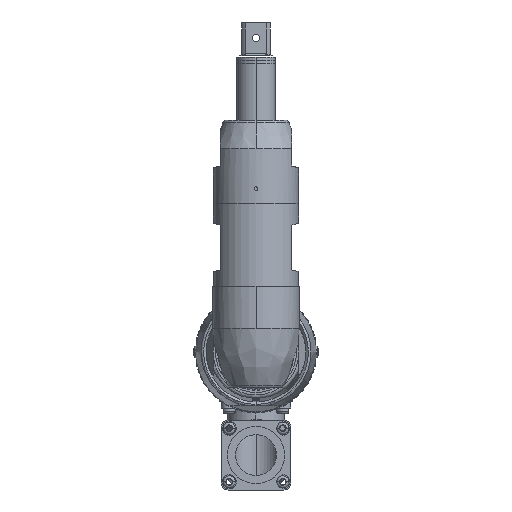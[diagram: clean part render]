
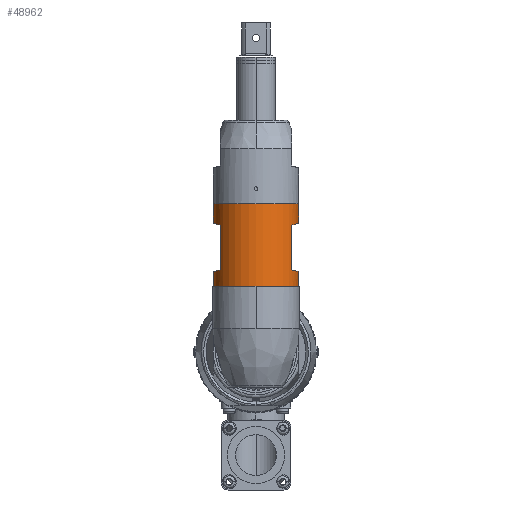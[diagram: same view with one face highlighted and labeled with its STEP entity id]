
A CAD part, left-side view. The second image highlights one B-rep face of the part: STEP entity #48962.
In plain terms, the highlighted cylindrical face has radius 18.86 mm (diameter 37.719 mm), a partial arc.
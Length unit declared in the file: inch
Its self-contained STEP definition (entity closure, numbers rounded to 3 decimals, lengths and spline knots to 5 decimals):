
#48773=DIRECTION('',(0.,0.,1.));
#48774=VECTOR('',#48773,0.34258);
#48775=CARTESIAN_POINT('',(-13.8387,0.7475,2.25022));
#48776=LINE('',#48775,#48774);
#48777=CARTESIAN_POINT('',(-13.8387,0.005,2.5928));
#48778=DIRECTION('',(0.,0.,1.));
#48779=DIRECTION('',(0.,1.,0.));
#48780=AXIS2_PLACEMENT_3D('',#48777,#48778,#48779);
#48782=CARTESIAN_POINT('',(-13.8387,-0.7375,2.25022));
#48783=CARTESIAN_POINT('',(-13.87575,-0.7375,2.25022));
#48784=CARTESIAN_POINT('',(-13.94812,-0.73199,
2.24875));
#48785=CARTESIAN_POINT('',(-14.05193,-0.70884,
2.24254));
#48786=CARTESIAN_POINT('',(-14.1512,-0.67134,
2.23249));
#48787=CARTESIAN_POINT('',(-14.21427,-0.63656,
2.22318));
#48788=CARTESIAN_POINT('',(-14.24496,-0.6165,2.2178));
#48790=CARTESIAN_POINT('',(-14.24496,-0.6165,1.4368));
#48791=CARTESIAN_POINT('',(-14.21427,-0.63656,
1.43142));
#48792=CARTESIAN_POINT('',(-14.1512,-0.67134,
1.42211));
#48793=CARTESIAN_POINT('',(-14.05193,-0.70884,
1.41206));
#48794=CARTESIAN_POINT('',(-13.94812,-0.73199,
1.40585));
#48795=CARTESIAN_POINT('',(-13.87575,-0.7375,1.40438));
#48796=CARTESIAN_POINT('',(-13.8387,-0.7375,1.40438));
#48798=CARTESIAN_POINT('',(-13.8387,0.005,1.1398));
#48799=DIRECTION('',(0.,0.,-1.));
#48800=DIRECTION('',(0.,-1.,0.));
#48801=AXIS2_PLACEMENT_3D('',#48798,#48799,#48800);
#48803=DIRECTION('',(0.,0.,1.));
#48804=VECTOR('',#48803,0.26458);
#48805=CARTESIAN_POINT('',(-13.8387,0.7475,1.1398));
#48806=LINE('',#48805,#48804);
#48807=CARTESIAN_POINT('',(-13.8387,0.7475,1.40438));
#48808=CARTESIAN_POINT('',(-13.87575,0.7475,1.40438));
#48809=CARTESIAN_POINT('',(-13.94812,0.74199,
1.40585));
#48810=CARTESIAN_POINT('',(-14.05193,0.71884,
1.41206));
#48811=CARTESIAN_POINT('',(-14.1512,0.68134,
1.42211));
#48812=CARTESIAN_POINT('',(-14.21427,0.64656,
1.43142));
#48813=CARTESIAN_POINT('',(-14.24496,0.6265,1.4368));
#48828=DIRECTION('',(0.,0.,1.));
#48829=VECTOR('',#48828,0.26458);
#48830=CARTESIAN_POINT('',(-13.8387,-0.7375,1.1398));
#48831=LINE('',#48830,#48829);
#48848=DIRECTION('',(0.,0.,1.));
#48849=VECTOR('',#48848,0.34258);
#48850=CARTESIAN_POINT('',(-13.8387,-0.7375,2.25022));
#48851=LINE('',#48850,#48849);
#48857=DIRECTION('',(0.,0.,1.));
#48858=VECTOR('',#48857,0.781);
#48859=CARTESIAN_POINT('',(-14.24496,-0.6165,1.4368));
#48860=LINE('',#48859,#48858);
#48873=CARTESIAN_POINT('',(-13.8387,0.7475,2.25022));
#48874=CARTESIAN_POINT('',(-13.87575,0.7475,2.25022));
#48875=CARTESIAN_POINT('',(-13.94812,0.74199,
2.24875));
#48876=CARTESIAN_POINT('',(-14.05193,0.71884,
2.24254));
#48877=CARTESIAN_POINT('',(-14.1512,0.68134,
2.23249));
#48878=CARTESIAN_POINT('',(-14.21427,0.64656,
2.22318));
#48879=CARTESIAN_POINT('',(-14.24496,0.6265,2.2178));
#48893=DIRECTION('',(0.,0.,1.));
#48894=VECTOR('',#48893,0.781);
#48895=CARTESIAN_POINT('',(-14.24496,0.6265,1.4368));
#48896=LINE('',#48895,#48894);
#48905=CARTESIAN_POINT('',(-13.8387,0.7475,2.5928));
#48906=CARTESIAN_POINT('',(-13.8387,-0.7375,2.5928));
#48907=VERTEX_POINT('',#48905);
#48908=VERTEX_POINT('',#48906);
#48909=CARTESIAN_POINT('',(-13.8387,-0.7375,1.1398));
#48910=CARTESIAN_POINT('',(-13.8387,0.7475,1.1398));
#48911=VERTEX_POINT('',#48909);
#48912=VERTEX_POINT('',#48910);
#48913=VERTEX_POINT('',#48807);
#48914=VERTEX_POINT('',#48813);
#48915=CARTESIAN_POINT('',(-14.24496,0.6265,2.2178));
#48916=VERTEX_POINT('',#48915);
#48917=CARTESIAN_POINT('',(-14.24496,-0.6165,1.4368));
#48918=CARTESIAN_POINT('',(-14.24496,-0.6165,2.2178));
#48919=VERTEX_POINT('',#48917);
#48920=VERTEX_POINT('',#48918);
#48921=VERTEX_POINT('',#48796);
#48929=VERTEX_POINT('',#48873);
#48930=VERTEX_POINT('',#48782);
#48931=CARTESIAN_POINT('',(-13.8387,0.005,0.9398));
#48932=DIRECTION('',(0.,0.,1.));
#48933=DIRECTION('',(0.,1.,0.));
#48934=AXIS2_PLACEMENT_3D('',#48931,#48932,#48933);
#48935=CYLINDRICAL_SURFACE('',#48934,0.7425);
#48937=ORIENTED_EDGE('',*,*,#48936,.T.);
#48939=ORIENTED_EDGE('',*,*,#48938,.T.);
#48941=ORIENTED_EDGE('',*,*,#48940,.F.);
#48943=ORIENTED_EDGE('',*,*,#48942,.T.);
#48945=ORIENTED_EDGE('',*,*,#48944,.T.);
#48947=ORIENTED_EDGE('',*,*,#48946,.F.);
#48949=ORIENTED_EDGE('',*,*,#48948,.T.);
#48951=ORIENTED_EDGE('',*,*,#48950,.F.);
#48953=ORIENTED_EDGE('',*,*,#48952,.T.);
#48955=ORIENTED_EDGE('',*,*,#48954,.F.);
#48957=ORIENTED_EDGE('',*,*,#48956,.T.);
#48959=ORIENTED_EDGE('',*,*,#48958,.T.);
#48960=EDGE_LOOP('',(#48937,#48939,#48941,#48943,#48945,#48947,#48949,#48951,
#48953,#48955,#48957,#48959));
#48961=FACE_OUTER_BOUND('',#48960,.F.);
#48962=ADVANCED_FACE('',(#48961),#48935,.T.);
#48781=CIRCLE('',#48780,0.7425);
#48789=B_SPLINE_CURVE_WITH_KNOTS('',3,(#48782,#48783,#48784,#48785,#48786,
#48787,#48788),.UNSPECIFIED.,.F.,.F.,(4,1,1,1,4),(0.,0.25,0.5,0.75,
1.),.UNSPECIFIED.);
#48797=B_SPLINE_CURVE_WITH_KNOTS('',3,(#48790,#48791,#48792,#48793,#48794,
#48795,#48796),.UNSPECIFIED.,.F.,.F.,(4,1,1,1,4),(0.,0.25,0.5,0.75,
1.),.UNSPECIFIED.);
#48802=CIRCLE('',#48801,0.7425);
#48814=B_SPLINE_CURVE_WITH_KNOTS('',3,(#48807,#48808,#48809,#48810,#48811,
#48812,#48813),.UNSPECIFIED.,.F.,.F.,(4,1,1,1,4),(0.,0.25,0.5,0.75,
1.),.UNSPECIFIED.);
#48880=B_SPLINE_CURVE_WITH_KNOTS('',3,(#48873,#48874,#48875,#48876,#48877,
#48878,#48879),.UNSPECIFIED.,.F.,.F.,(4,1,1,1,4),(0.,0.25,0.5,0.75,
1.),.UNSPECIFIED.);
#48936=EDGE_CURVE('',#48913,#48914,#48814,.T.);
#48938=EDGE_CURVE('',#48914,#48916,#48896,.T.);
#48940=EDGE_CURVE('',#48929,#48916,#48880,.T.);
#48942=EDGE_CURVE('',#48929,#48907,#48776,.T.);
#48944=EDGE_CURVE('',#48907,#48908,#48781,.T.);
#48946=EDGE_CURVE('',#48930,#48908,#48851,.T.);
#48948=EDGE_CURVE('',#48930,#48920,#48789,.T.);
#48950=EDGE_CURVE('',#48919,#48920,#48860,.T.);
#48952=EDGE_CURVE('',#48919,#48921,#48797,.T.);
#48954=EDGE_CURVE('',#48911,#48921,#48831,.T.);
#48956=EDGE_CURVE('',#48911,#48912,#48802,.T.);
#48958=EDGE_CURVE('',#48912,#48913,#48806,.T.);
